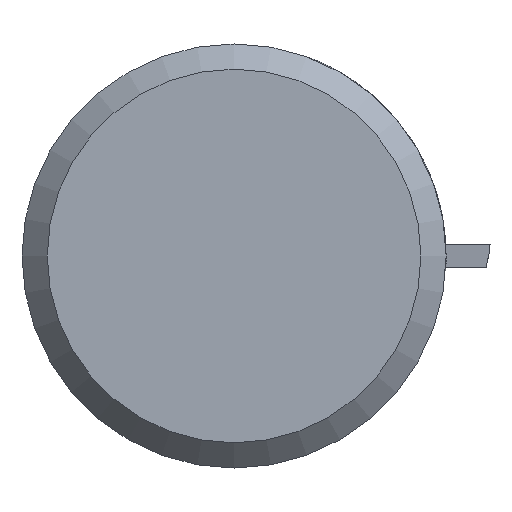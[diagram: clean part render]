
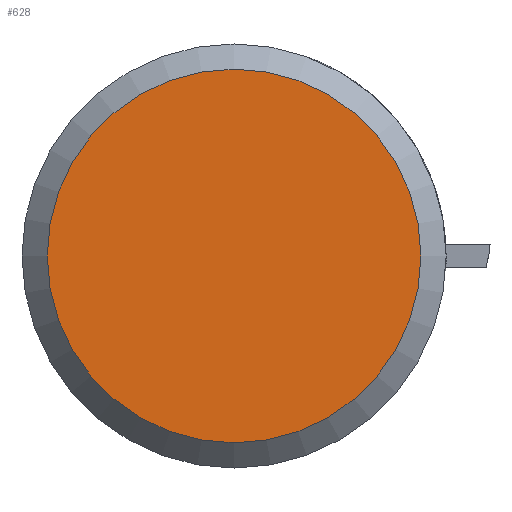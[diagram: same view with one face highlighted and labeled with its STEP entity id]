
A CAD part, left-side view. The second image highlights one B-rep face of the part: STEP entity #628.
In plain terms, the highlighted planar face has unit normal (-1, 0, 0).
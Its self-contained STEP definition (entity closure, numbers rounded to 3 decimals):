
#58=CIRCLE('',#720,7.4);
#109=FACE_OUTER_BOUND('',#146,.T.);
#146=EDGE_LOOP('',(#538));
#287=VERTEX_POINT('',#1140);
#370=EDGE_CURVE('',#287,#287,#58,.T.);
#538=ORIENTED_EDGE('',*,*,#370,.T.);
#558=PLANE('',#721);
#628=ADVANCED_FACE('',(#109),#558,.T.);
#720=AXIS2_PLACEMENT_3D('',#1141,#900,#901);
#721=AXIS2_PLACEMENT_3D('',#1143,#903,#904);
#900=DIRECTION('center_axis',(-1.,0.,0.));
#901=DIRECTION('ref_axis',(0.,0.,1.));
#903=DIRECTION('center_axis',(-1.,0.,0.));
#904=DIRECTION('ref_axis',(0.,0.,1.));
#1140=CARTESIAN_POINT('',(-62.861,6.33,0.));
#1141=CARTESIAN_POINT('Origin',(-62.861,-1.07,0.));
#1143=CARTESIAN_POINT('Origin',(-62.861,-1.07,0.));
